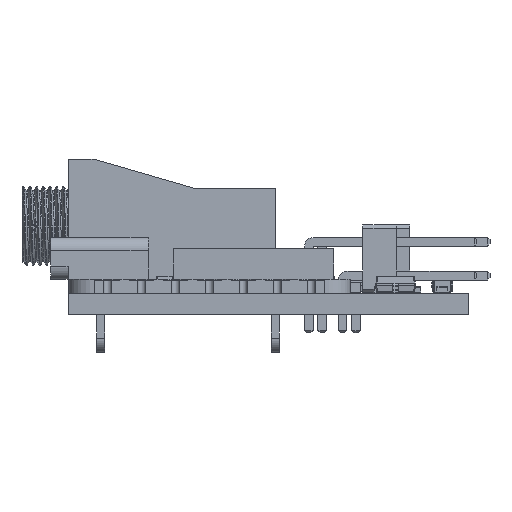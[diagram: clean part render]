
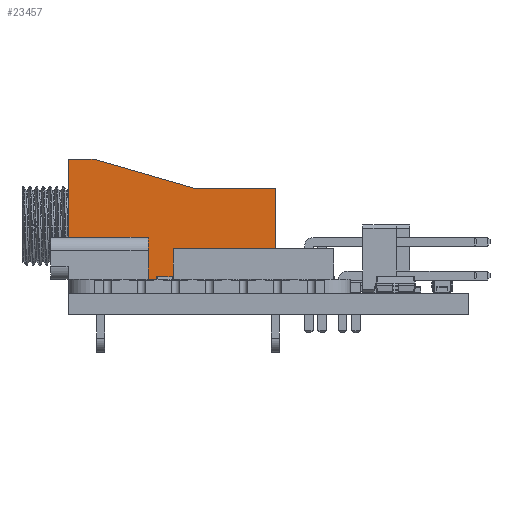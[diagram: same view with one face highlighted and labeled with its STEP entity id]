
A CAD part, front view. The second image highlights one B-rep face of the part: STEP entity #23457.
In plain terms, the highlighted face is planar.
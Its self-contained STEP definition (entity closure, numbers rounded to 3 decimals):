
#22317 = PLANE('',#22318);
#22318 = AXIS2_PLACEMENT_3D('',#22319,#22320,#22321);
#22319 = CARTESIAN_POINT('',(0.,0.,-5.));
#22320 = DIRECTION('',(-1.,0.,0.));
#22321 = DIRECTION('',(0.,0.,1.));
#22467 = PLANE('',#22468);
#22468 = AXIS2_PLACEMENT_3D('',#22469,#22470,#22471);
#22469 = CARTESIAN_POINT('',(0.95,10.,0.));
#22470 = DIRECTION('',(0.,1.,0.));
#22471 = DIRECTION('',(0.,-0.,1.));
#22491 = PLANE('',#22492);
#22492 = AXIS2_PLACEMENT_3D('',#22493,#22494,#22495);
#22493 = CARTESIAN_POINT('',(5.7,8.9,2.5));
#22494 = DIRECTION('',(0.278,0.961,0.));
#22495 = DIRECTION('',(0.,-0.,1.));
#22511 = VERTEX_POINT('',#22512);
#22512 = CARTESIAN_POINT('',(1.9,10.,5.));
#22533 = EDGE_CURVE('',#22511,#22534,#22536,.T.);
#22534 = VERTEX_POINT('',#22535);
#22535 = CARTESIAN_POINT('',(9.5,7.8,5.));
#22536 = SURFACE_CURVE('',#22537,(#22541,#22548),.PCURVE_S1.);
#22537 = LINE('',#22538,#22539);
#22538 = CARTESIAN_POINT('',(5.135,9.063,
    5.));
#22539 = VECTOR('',#22540,1.);
#22540 = DIRECTION('',(0.961,-0.278,0.));
#22541 = PCURVE('',#22491,#22542);
#22542 = DEFINITIONAL_REPRESENTATION('',(#22543),#22547);
#22543 = LINE('',#22544,#22545);
#22544 = CARTESIAN_POINT('',(2.5,-0.588));
#22545 = VECTOR('',#22546,1.);
#22546 = DIRECTION('',(0.,1.));
#22547 = ( GEOMETRIC_REPRESENTATION_CONTEXT(2) 
PARAMETRIC_REPRESENTATION_CONTEXT() REPRESENTATION_CONTEXT('2D SPACE',''
  ) );
#22548 = PCURVE('',#22549,#22554);
#22549 = PLANE('',#22550);
#22550 = AXIS2_PLACEMENT_3D('',#22551,#22552,#22553);
#22551 = CARTESIAN_POINT('',(15.5,0.,5.));
#22552 = DIRECTION('',(0.,0.,1.));
#22553 = DIRECTION('',(1.,0.,-0.));
#22554 = DEFINITIONAL_REPRESENTATION('',(#22555),#22559);
#22555 = LINE('',#22556,#22557);
#22556 = CARTESIAN_POINT('',(-10.365,9.063));
#22557 = VECTOR('',#22558,1.);
#22558 = DIRECTION('',(0.961,-0.278));
#22559 = ( GEOMETRIC_REPRESENTATION_CONTEXT(2) 
PARAMETRIC_REPRESENTATION_CONTEXT() REPRESENTATION_CONTEXT('2D SPACE',''
  ) );
#22575 = PLANE('',#22576);
#22576 = AXIS2_PLACEMENT_3D('',#22577,#22578,#22579);
#22577 = CARTESIAN_POINT('',(24.5,7.8,0.));
#22578 = DIRECTION('',(0.,1.,0.));
#22579 = DIRECTION('',(0.,-0.,1.));
#22792 = PLANE('',#22793);
#22793 = AXIS2_PLACEMENT_3D('',#22794,#22795,#22796);
#22794 = CARTESIAN_POINT('',(15.5,0.,5.));
#22795 = DIRECTION('',(1.,0.,0.));
#22796 = DIRECTION('',(0.,0.,-1.));
#23110 = VERTEX_POINT('',#23111);
#23111 = CARTESIAN_POINT('',(15.5,7.8,5.));
#23132 = EDGE_CURVE('',#23133,#23110,#23135,.T.);
#23133 = VERTEX_POINT('',#23134);
#23134 = CARTESIAN_POINT('',(15.5,0.,5.));
#23135 = SURFACE_CURVE('',#23136,(#23140,#23147),.PCURVE_S1.);
#23136 = LINE('',#23137,#23138);
#23137 = CARTESIAN_POINT('',(15.5,0.,5.));
#23138 = VECTOR('',#23139,1.);
#23139 = DIRECTION('',(0.,1.,0.));
#23140 = PCURVE('',#22792,#23141);
#23141 = DEFINITIONAL_REPRESENTATION('',(#23142),#23146);
#23142 = LINE('',#23143,#23144);
#23143 = CARTESIAN_POINT('',(0.,0.));
#23144 = VECTOR('',#23145,1.);
#23145 = DIRECTION('',(0.,1.));
#23146 = ( GEOMETRIC_REPRESENTATION_CONTEXT(2) 
PARAMETRIC_REPRESENTATION_CONTEXT() REPRESENTATION_CONTEXT('2D SPACE',''
  ) );
#23147 = PCURVE('',#22549,#23148);
#23148 = DEFINITIONAL_REPRESENTATION('',(#23149),#23153);
#23149 = LINE('',#23150,#23151);
#23150 = CARTESIAN_POINT('',(0.,0.));
#23151 = VECTOR('',#23152,1.);
#23152 = DIRECTION('',(0.,1.));
#23153 = ( GEOMETRIC_REPRESENTATION_CONTEXT(2) 
PARAMETRIC_REPRESENTATION_CONTEXT() REPRESENTATION_CONTEXT('2D SPACE',''
  ) );
#23171 = PLANE('',#23172);
#23172 = AXIS2_PLACEMENT_3D('',#23173,#23174,#23175);
#23173 = CARTESIAN_POINT('',(12.5,0.,0.));
#23174 = DIRECTION('',(0.,1.,0.));
#23175 = DIRECTION('',(1.,0.,0.));
#23232 = EDGE_CURVE('',#22534,#23110,#23233,.T.);
#23233 = SURFACE_CURVE('',#23234,(#23238,#23245),.PCURVE_S1.);
#23234 = LINE('',#23235,#23236);
#23235 = CARTESIAN_POINT('',(33.5,7.8,5.));
#23236 = VECTOR('',#23237,1.);
#23237 = DIRECTION('',(1.,0.,0.));
#23238 = PCURVE('',#22575,#23239);
#23239 = DEFINITIONAL_REPRESENTATION('',(#23240),#23244);
#23240 = LINE('',#23241,#23242);
#23241 = CARTESIAN_POINT('',(5.,9.));
#23242 = VECTOR('',#23243,1.);
#23243 = DIRECTION('',(0.,1.));
#23244 = ( GEOMETRIC_REPRESENTATION_CONTEXT(2) 
PARAMETRIC_REPRESENTATION_CONTEXT() REPRESENTATION_CONTEXT('2D SPACE',''
  ) );
#23245 = PCURVE('',#22549,#23246);
#23246 = DEFINITIONAL_REPRESENTATION('',(#23247),#23251);
#23247 = LINE('',#23248,#23249);
#23248 = CARTESIAN_POINT('',(18.,7.8));
#23249 = VECTOR('',#23250,1.);
#23250 = DIRECTION('',(1.,0.));
#23251 = ( GEOMETRIC_REPRESENTATION_CONTEXT(2) 
PARAMETRIC_REPRESENTATION_CONTEXT() REPRESENTATION_CONTEXT('2D SPACE',''
  ) );
#23285 = VERTEX_POINT('',#23286);
#23286 = CARTESIAN_POINT('',(0.,0.,5.));
#23309 = EDGE_CURVE('',#23285,#23310,#23312,.T.);
#23310 = VERTEX_POINT('',#23311);
#23311 = CARTESIAN_POINT('',(0.,10.,5.));
#23312 = SURFACE_CURVE('',#23313,(#23317,#23324),.PCURVE_S1.);
#23313 = LINE('',#23314,#23315);
#23314 = CARTESIAN_POINT('',(0.,0.,5.));
#23315 = VECTOR('',#23316,1.);
#23316 = DIRECTION('',(0.,1.,0.));
#23317 = PCURVE('',#22317,#23318);
#23318 = DEFINITIONAL_REPRESENTATION('',(#23319),#23323);
#23319 = LINE('',#23320,#23321);
#23320 = CARTESIAN_POINT('',(10.,0.));
#23321 = VECTOR('',#23322,1.);
#23322 = DIRECTION('',(0.,1.));
#23323 = ( GEOMETRIC_REPRESENTATION_CONTEXT(2) 
PARAMETRIC_REPRESENTATION_CONTEXT() REPRESENTATION_CONTEXT('2D SPACE',''
  ) );
#23324 = PCURVE('',#22549,#23325);
#23325 = DEFINITIONAL_REPRESENTATION('',(#23326),#23330);
#23326 = LINE('',#23327,#23328);
#23327 = CARTESIAN_POINT('',(-15.5,0.));
#23328 = VECTOR('',#23329,1.);
#23329 = DIRECTION('',(0.,1.));
#23330 = ( GEOMETRIC_REPRESENTATION_CONTEXT(2) 
PARAMETRIC_REPRESENTATION_CONTEXT() REPRESENTATION_CONTEXT('2D SPACE',''
  ) );
#23383 = EDGE_CURVE('',#23310,#22511,#23384,.T.);
#23384 = SURFACE_CURVE('',#23385,(#23389,#23396),.PCURVE_S1.);
#23385 = LINE('',#23386,#23387);
#23386 = CARTESIAN_POINT('',(1.9,10.,5.));
#23387 = VECTOR('',#23388,1.);
#23388 = DIRECTION('',(1.,0.,0.));
#23389 = PCURVE('',#22467,#23390);
#23390 = DEFINITIONAL_REPRESENTATION('',(#23391),#23395);
#23391 = LINE('',#23392,#23393);
#23392 = CARTESIAN_POINT('',(5.,0.95));
#23393 = VECTOR('',#23394,1.);
#23394 = DIRECTION('',(0.,1.));
#23395 = ( GEOMETRIC_REPRESENTATION_CONTEXT(2) 
PARAMETRIC_REPRESENTATION_CONTEXT() REPRESENTATION_CONTEXT('2D SPACE',''
  ) );
#23396 = PCURVE('',#22549,#23397);
#23397 = DEFINITIONAL_REPRESENTATION('',(#23398),#23402);
#23398 = LINE('',#23399,#23400);
#23399 = CARTESIAN_POINT('',(-13.6,10.));
#23400 = VECTOR('',#23401,1.);
#23401 = DIRECTION('',(1.,0.));
#23402 = ( GEOMETRIC_REPRESENTATION_CONTEXT(2) 
PARAMETRIC_REPRESENTATION_CONTEXT() REPRESENTATION_CONTEXT('2D SPACE',''
  ) );
#23457 = ADVANCED_FACE('',(#23458),#22549,.T.);
#23458 = FACE_BOUND('',#23459,.T.);
#23459 = EDGE_LOOP('',(#23460,#23481,#23482,#23483,#23484,#23485));
#23460 = ORIENTED_EDGE('',*,*,#23461,.F.);
#23461 = EDGE_CURVE('',#23133,#23285,#23462,.T.);
#23462 = SURFACE_CURVE('',#23463,(#23467,#23474),.PCURVE_S1.);
#23463 = LINE('',#23464,#23465);
#23464 = CARTESIAN_POINT('',(21.5,0.,5.));
#23465 = VECTOR('',#23466,1.);
#23466 = DIRECTION('',(-1.,0.,0.));
#23467 = PCURVE('',#22549,#23468);
#23468 = DEFINITIONAL_REPRESENTATION('',(#23469),#23473);
#23469 = LINE('',#23470,#23471);
#23470 = CARTESIAN_POINT('',(6.,0.));
#23471 = VECTOR('',#23472,1.);
#23472 = DIRECTION('',(-1.,0.));
#23473 = ( GEOMETRIC_REPRESENTATION_CONTEXT(2) 
PARAMETRIC_REPRESENTATION_CONTEXT() REPRESENTATION_CONTEXT('2D SPACE',''
  ) );
#23474 = PCURVE('',#23171,#23475);
#23475 = DEFINITIONAL_REPRESENTATION('',(#23476),#23480);
#23476 = LINE('',#23477,#23478);
#23477 = CARTESIAN_POINT('',(9.,-5.));
#23478 = VECTOR('',#23479,1.);
#23479 = DIRECTION('',(-1.,0.));
#23480 = ( GEOMETRIC_REPRESENTATION_CONTEXT(2) 
PARAMETRIC_REPRESENTATION_CONTEXT() REPRESENTATION_CONTEXT('2D SPACE',''
  ) );
#23481 = ORIENTED_EDGE('',*,*,#23132,.T.);
#23482 = ORIENTED_EDGE('',*,*,#23232,.F.);
#23483 = ORIENTED_EDGE('',*,*,#22533,.F.);
#23484 = ORIENTED_EDGE('',*,*,#23383,.F.);
#23485 = ORIENTED_EDGE('',*,*,#23309,.F.);
